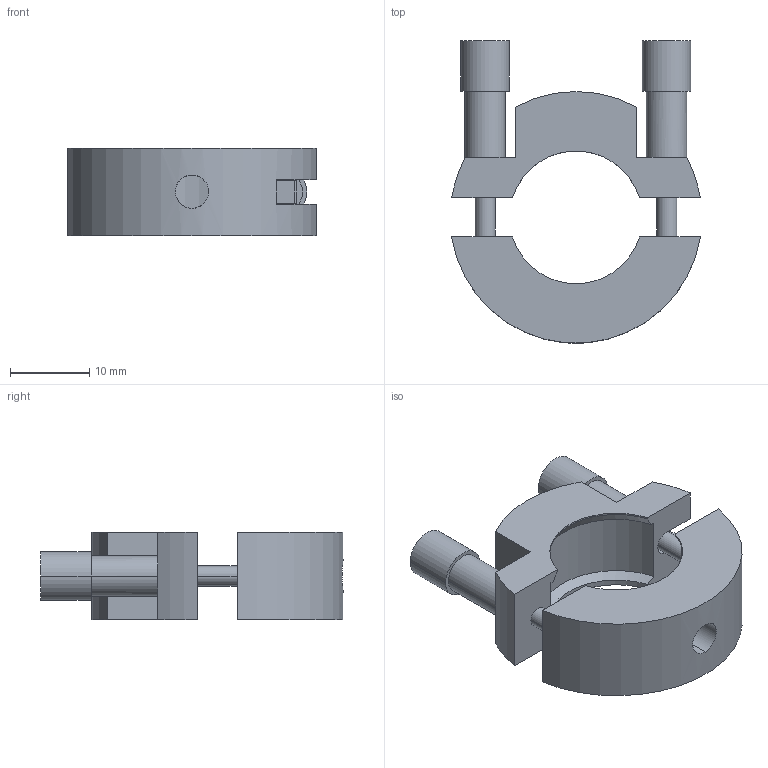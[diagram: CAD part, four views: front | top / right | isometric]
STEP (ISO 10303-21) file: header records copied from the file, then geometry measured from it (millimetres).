
FILE_DESCRIPTION (( 'STEP AP203' ), '1' );
FILE_NAME ('SWH-QC-0750C-RS-B.STEP', '2019-06-05T16:40:59', ( '' ), ( '' ), 'SwSTEP 2.0', 'SolidWorks 2016', '' );
FILE_SCHEMA (( 'CONFIG_CONTROL_DESIGN' ));
Length unit declared in the file: inch
Products named in the file (1): SWH-QC-0750C-RS-B
Bounding box: 31.36 x 38.16 x 11.05 mm (x, y, z)
Volume: 5032.6 mm3; surface area: 3721.4 mm2
Topology: 1 solids, 1 shells, 393 faces, 1061 edges, 706 vertices
Faces by surface type: plane 219, bspline 132, cylinder 38, cone 4
Entity records: 18764 total; most frequent: CARTESIAN_POINT 9643, ORIENTED_EDGE 2122, DIRECTION 1389, EDGE_CURVE 1061, VERTEX_POINT 706, VECTOR 705, LINE 705, EDGE_LOOP 433
